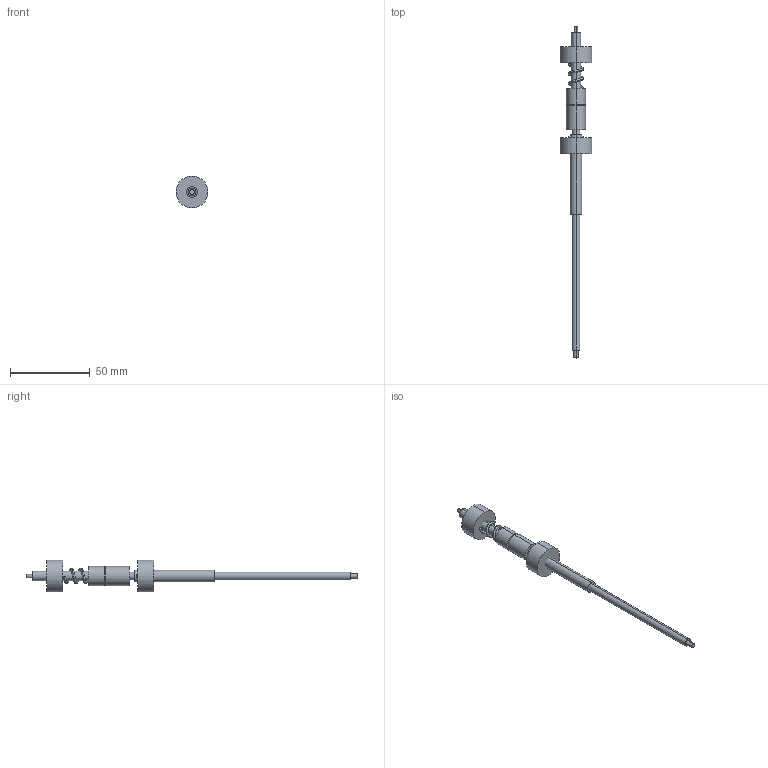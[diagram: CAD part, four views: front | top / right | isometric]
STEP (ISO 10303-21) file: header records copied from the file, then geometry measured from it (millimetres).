
FILE_DESCRIPTION(('STEP AP214'),'1');
FILE_NAME('langmuir probe recip.stp','2015-03-24T19:29:16',('Simon Woodruff'),('Woodruff Scientific Inc'),'Spatial InterOp 3D',' ',' ');
FILE_SCHEMA(('automotive_design'));
Length unit declared in the file: inch
Products named in the file (17): Part_152; Part_648; Part_713; Part_1216; Translate_1463; Part_6039; Part_2768; Part_4019; Part_3981; Part_4125; Translate_4503; Part_5032; Part_5523; Part_5663; Part_6104; Part_6038; 1
Bounding box: 20 x 208 x 20 mm (x, y, z)
Volume: 15372.8 mm3; surface area: 13968.8 mm2
Topology: 16 solids, 16 shells, 88 faces, 158 edges, 106 vertices
Faces by surface type: cylinder 45, plane 37, bspline 4, cone 2
Entity records: 3923 total; most frequent: CARTESIAN_POINT 997, DIRECTION 454, ORIENTED_EDGE 308, AXIS2_PLACEMENT_3D 202, EDGE_CURVE 154, STYLED_ITEM 108, PRESENTATION_STYLE_ASSIGNMENT 108, COLOUR_RGB 108
